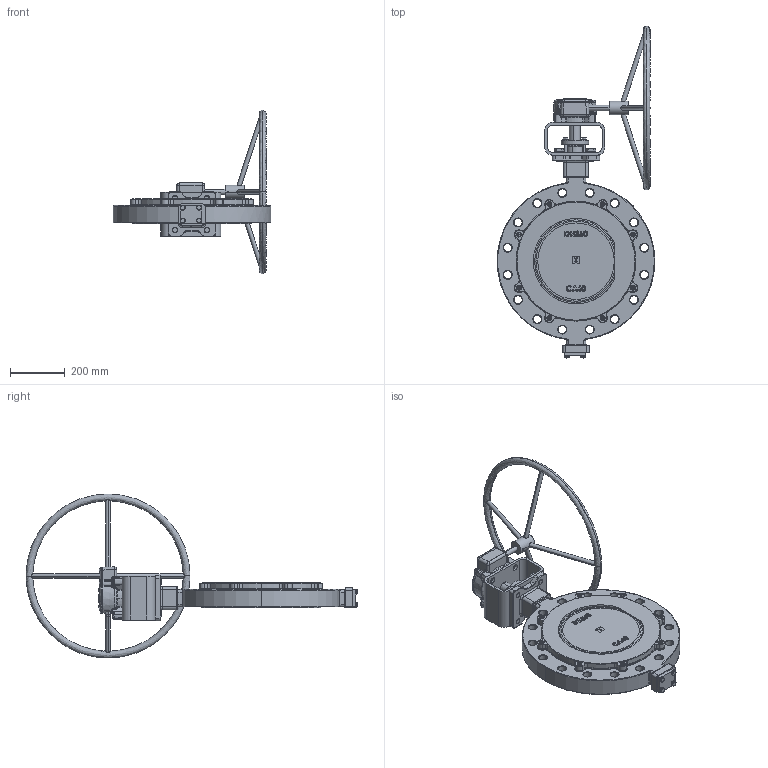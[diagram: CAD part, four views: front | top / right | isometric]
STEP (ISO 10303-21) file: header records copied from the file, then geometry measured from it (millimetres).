
FILE_DESCRIPTION (( 'STEP AP214' ), '1' );
FILE_NAME ('5590T35003_40.STEP', '2024-04-15T10:18:35', ( '' ), ( '' ), 'SwSTEP 2.0', 'SolidWorks 2022', '' );
FILE_SCHEMA (( 'AUTOMOTIVE_DESIGN' ));
Length unit declared in the file: millimetre
Products named in the file (1): 5590T35003_40
Bounding box: 577 x 1214.7 x 600 mm (x, y, z)
Surface area: 1788049.8 mm2 (no closed solid volume)
Topology: 0 solids, 72 shells, 5828 faces, 14496 edges, 9194 vertices
Faces by surface type: plane 2575, bspline 1478, cylinder 927, cone 628, torus 214, sphere 6
Entity records: 340604 total; most frequent: CARTESIAN_POINT 148361, ORIENTED_EDGE 28766, DIRECTION 22258, EDGE_CURVE 14390, VERTEX_POINT 9194, VECTOR 7588, LINE 7588, AXIS2_PLACEMENT_3D 7335
